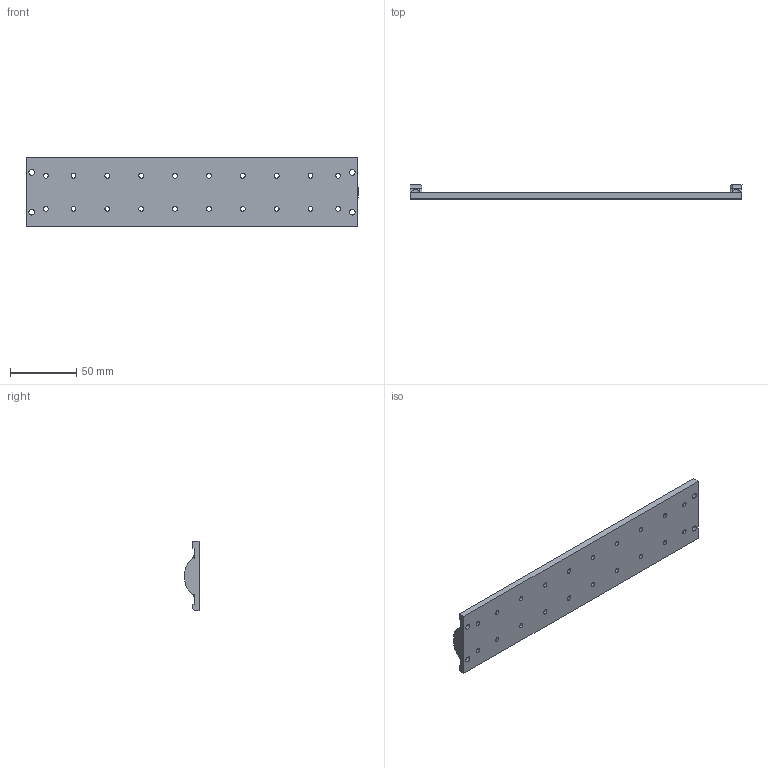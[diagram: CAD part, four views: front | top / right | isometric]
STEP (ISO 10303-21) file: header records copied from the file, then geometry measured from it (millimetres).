
FILE_DESCRIPTION (( 'STEP AP214' ), '1' );
FILE_NAME ('1Rail.STEP', '2024-10-24T12:46:54', ( '' ), ( '' ), 'SwSTEP 2.0', 'SolidWorks 2019', '' );
FILE_SCHEMA (( 'AUTOMOTIVE_DESIGN' ));
Length unit declared in the file: millimetre
Products named in the file (1): 1Rail
Bounding box: 250 x 10.64 x 52.5 mm (x, y, z)
Volume: 51843.6 mm3; surface area: 30656.2 mm2
Topology: 1 solids, 1 shells, 169 faces, 426 edges, 268 vertices
Faces by surface type: cone 94, cylinder 39, plane 28, bspline 8
Entity records: 5440 total; most frequent: CARTESIAN_POINT 1268, DIRECTION 884, ORIENTED_EDGE 852, EDGE_CURVE 426, AXIS2_PLACEMENT_3D 352, VERTEX_POINT 268, EDGE_LOOP 226, CIRCLE 190
